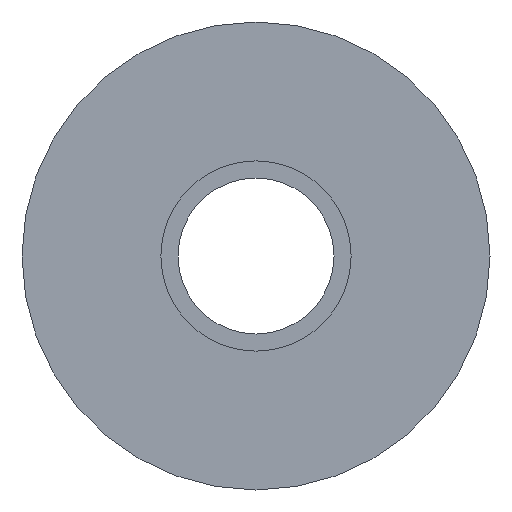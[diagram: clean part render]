
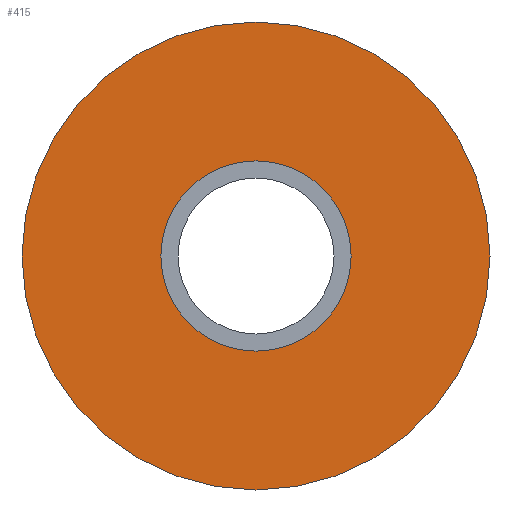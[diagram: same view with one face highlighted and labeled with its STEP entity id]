
A CAD part, left-side view. The second image highlights one B-rep face of the part: STEP entity #415.
In plain terms, the highlighted planar face has unit normal (-1, 0, 0).
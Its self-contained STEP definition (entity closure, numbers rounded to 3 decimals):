
#415=ADVANCED_FACE('',(#3201,#3202),#3200,.T.);
#3200=PLANE('',#8590);
#3201=FACE_OUTER_BOUND('',#8591,.T.);
#3202=FACE_BOUND('',#8592,.T.);
#8587=CARTESIAN_POINT('',(-45.,-31.177,-34.5));
#8588=DIRECTION('',(-1.,0.,0.));
#8589=DIRECTION('',(0.,0.,1.));
#8590=AXIS2_PLACEMENT_3D('',#8587,#8588,#8589);
#8591=EDGE_LOOP('',(#9921,#9922));
#8592=EDGE_LOOP('',(#9923,#9924));
#9921=ORIENTED_EDGE('',*,*,#10597,.T.);
#9922=ORIENTED_EDGE('',*,*,#10598,.T.);
#9923=ORIENTED_EDGE('',*,*,#10599,.F.);
#9924=ORIENTED_EDGE('',*,*,#10600,.F.);
#10597=EDGE_CURVE('',#14239,#14240,#14241,.T.);
#10598=EDGE_CURVE('',#14240,#14239,#14247,.T.);
#10599=EDGE_CURVE('',#14253,#14254,#14255,.T.);
#10600=EDGE_CURVE('',#14254,#14253,#14261,.T.);
#14239=VERTEX_POINT('',#17339);
#14240=VERTEX_POINT('',#17340);
#14241=CIRCLE('',#17344,15.);
#14247=CIRCLE('',#17348,15.);
#14253=VERTEX_POINT('',#17349);
#14254=VERTEX_POINT('',#17350);
#14255=CIRCLE('',#17354,6.1);
#14261=CIRCLE('',#17358,6.1);
#17339=CARTESIAN_POINT('',(-45.,0.,15.));
#17340=CARTESIAN_POINT('',(-45.,0.,-15.));
#17341=CARTESIAN_POINT('',(-45.,0.,0.));
#17342=DIRECTION('',(-1.,0.,0.));
#17343=DIRECTION('',(0.,0.,1.));
#17344=AXIS2_PLACEMENT_3D('',#17341,#17342,#17343);
#17345=CARTESIAN_POINT('',(-45.,0.,0.));
#17346=DIRECTION('',(-1.,0.,0.));
#17347=DIRECTION('',(0.,0.,1.));
#17348=AXIS2_PLACEMENT_3D('',#17345,#17346,#17347);
#17349=CARTESIAN_POINT('',(-45.,0.,-6.1));
#17350=CARTESIAN_POINT('',(-45.,0.,6.1));
#17351=CARTESIAN_POINT('',(-45.,0.,0.));
#17352=DIRECTION('',(-1.,0.,0.));
#17353=DIRECTION('',(0.,0.,1.));
#17354=AXIS2_PLACEMENT_3D('',#17351,#17352,#17353);
#17355=CARTESIAN_POINT('',(-45.,0.,0.));
#17356=DIRECTION('',(-1.,0.,0.));
#17357=DIRECTION('',(0.,0.,1.));
#17358=AXIS2_PLACEMENT_3D('',#17355,#17356,#17357);
